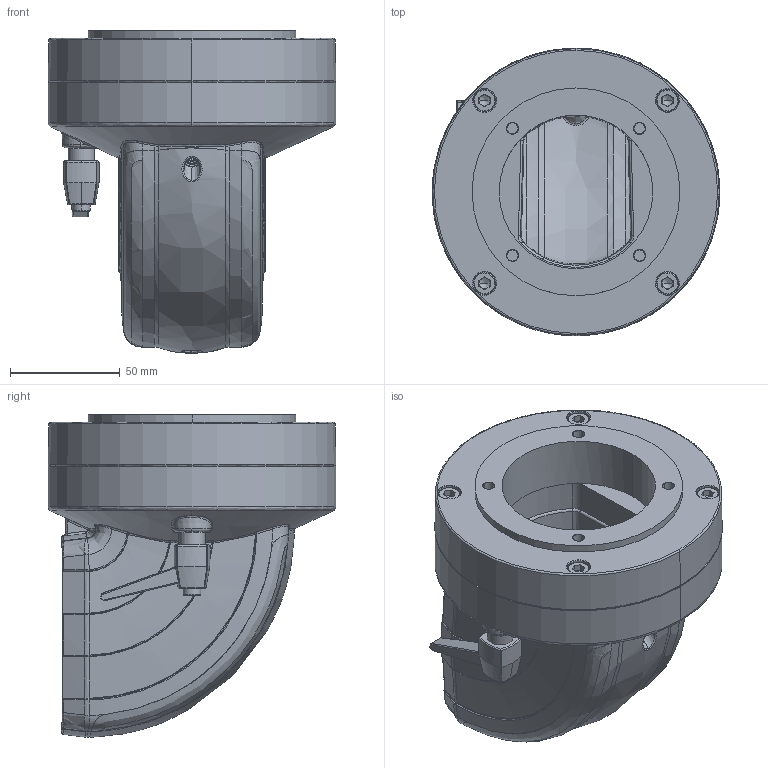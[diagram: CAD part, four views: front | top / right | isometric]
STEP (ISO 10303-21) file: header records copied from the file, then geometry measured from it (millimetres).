
FILE_DESCRIPTION (( 'STEP AP214' ), '1' );
FILE_NAME ('TK060.400.STEP', '2024-07-24T13:32:42', ( '' ), ( '' ), 'SwSTEP 2.0', 'SolidWorks 2023', '' );
FILE_SCHEMA (( 'AUTOMOTIVE_DESIGN' ));
Length unit declared in the file: inch
Products named in the file (1): TK060.400
Bounding box: 131.35 x 131.35 x 147.22 mm (x, y, z)
Volume: 627627.7 mm3; surface area: 110120.9 mm2
Topology: 2 solids, 2 shells, 1222 faces, 3022 edges, 1785 vertices
Faces by surface type: bspline 946, plane 184, cone 63, cylinder 29
Full cylindrical faces by diameter (mm): 6.001 x1, 11.918 x1
Entity records: 104230 total; most frequent: CARTESIAN_POINT 83744, ORIENTED_EDGE 5904, EDGE_CURVE 2952, DIRECTION 1913, VERTEX_POINT 1785, B_SPLINE_CURVE_WITH_KNOTS 1576, EDGE_LOOP 1295, FACE_OUTER_BOUND 1224
